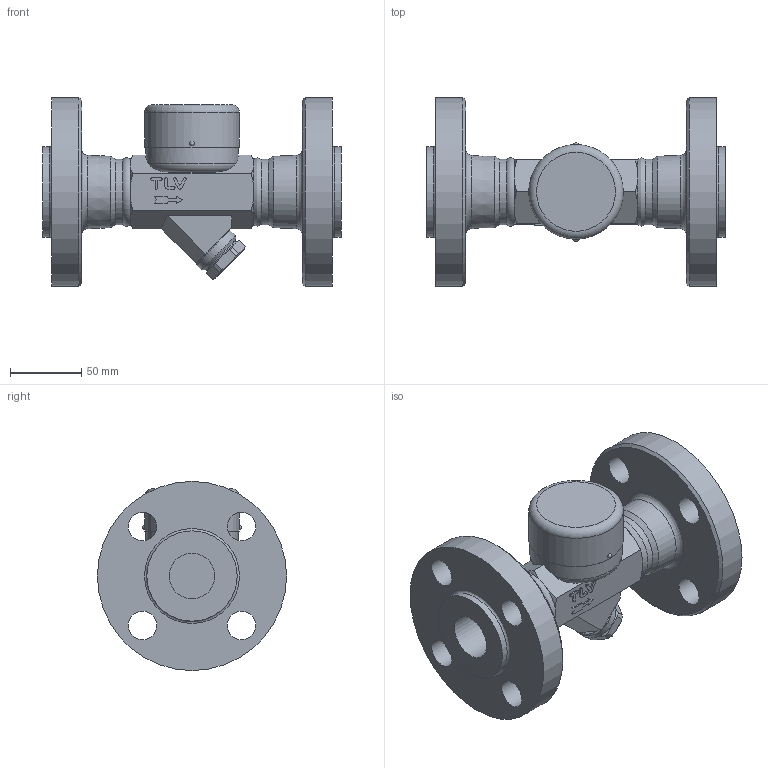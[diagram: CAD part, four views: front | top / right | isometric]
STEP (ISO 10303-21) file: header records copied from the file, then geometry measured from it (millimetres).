
FILE_DESCRIPTION((''),'2;1');
FILE_NAME('a46sw-032-a0600-00.stp','2010-06-10T16:41:13',('nakaot'),(''),'Autodesk Inventor 2008','Autodesk Inventor 2008','');
FILE_SCHEMA(('AUTOMOTIVE_DESIGN { 1 0 10303 214 1 1 1 1 }'));
Length unit declared in the file: millimetre
Products named in the file (1): a46sw-032-a0600-00
Bounding box: 210 x 133 x 133 mm (x, y, z)
Volume: 985636.8 mm3; surface area: 120193.9 mm2
Topology: 1 solids, 1 shells, 151 faces, 378 edges, 240 vertices
Faces by surface type: plane 64, bspline 33, cylinder 27, cone 22, torus 4, sphere 1
Full cylindrical faces by diameter (mm): 20 x4, 29 x1, 32 x1, 34 x1, 46 x1, 63.5 x1, 65 x1, 66.5 x1, 133 x1
Entity records: 4992 total; most frequent: CARTESIAN_POINT 1778, ORIENTED_EDGE 650, DIRECTION 623, EDGE_CURVE 325, AXIS2_PLACEMENT_3D 243, VERTEX_POINT 227, EDGE_LOOP 218, FACE_OUTER_BOUND 151
